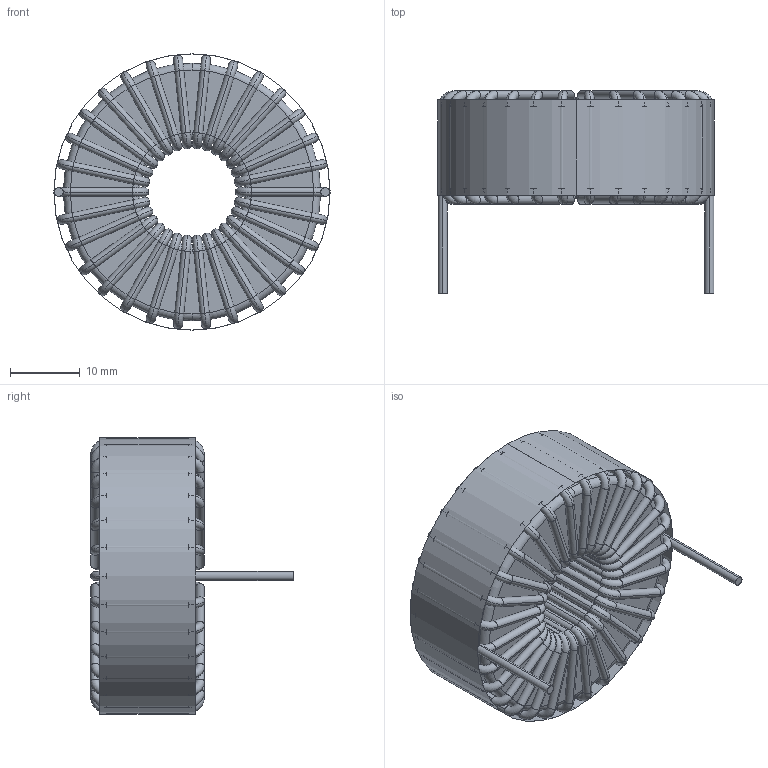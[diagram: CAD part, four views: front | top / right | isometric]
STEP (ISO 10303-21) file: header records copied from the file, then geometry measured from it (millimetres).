
FILE_DESCRIPTION (( 'STEP AP214' ), '1' );
FILE_NAME ('PT100-1550HM.STEP', '2023-12-27T03:45:06', ( 'LENOVO' ), ( '' ), 'SwSTEP 2.0', 'SolidWorks 2021', '' );
FILE_SCHEMA (( 'AUTOMOTIVE_DESIGN' ));
Length unit declared in the file: millimetre
Products named in the file (1): PT100-1550HM
Bounding box: 39.47 x 28.96 x 39.47 mm (x, y, z)
Volume: 14148.6 mm3; surface area: 13665.8 mm2
Topology: 32 solids, 32 shells, 504 faces, 1128 edges, 628 vertices
Faces by surface type: cylinder 250, torus 248, plane 6
Entity records: 14645 total; most frequent: DIRECTION 3006, CARTESIAN_POINT 2317, ORIENTED_EDGE 2256, AXIS2_PLACEMENT_3D 1377, EDGE_CURVE 1128, CIRCLE 872, VERTEX_POINT 628, EDGE_LOOP 508
